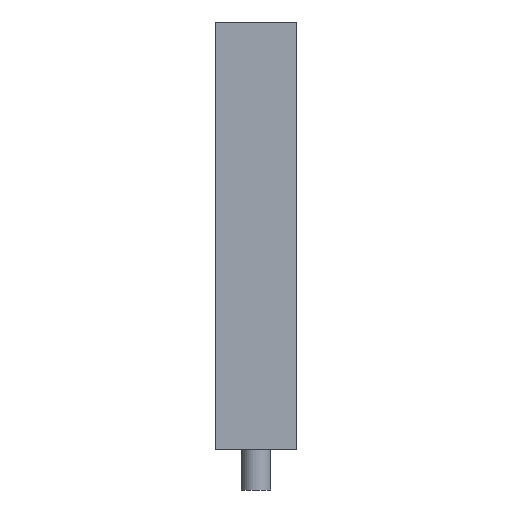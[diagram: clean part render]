
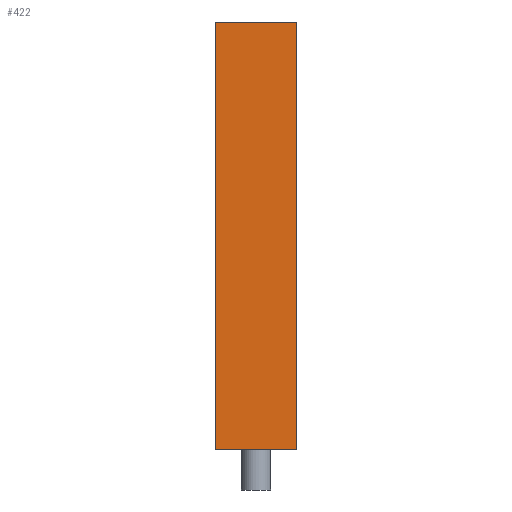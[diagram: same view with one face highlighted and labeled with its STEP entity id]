
A CAD part, left-side view. The second image highlights one B-rep face of the part: STEP entity #422.
In plain terms, the highlighted planar face has unit normal (-1, 0, 0).
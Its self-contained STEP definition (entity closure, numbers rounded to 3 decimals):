
#31=PLANE('',#474);
#55=FACE_OUTER_BOUND('',#82,.T.);
#82=EDGE_LOOP('',(#355,#356,#357,#358));
#115=LINE('',#694,#158);
#124=LINE('',#710,#167);
#125=LINE('',#712,#168);
#126=LINE('',#713,#169);
#158=VECTOR('',#571,10.);
#167=VECTOR('',#586,10.);
#168=VECTOR('',#589,10.);
#169=VECTOR('',#590,10.);
#218=VERTEX_POINT('',#691);
#219=VERTEX_POINT('',#693);
#222=VERTEX_POINT('',#706);
#223=VERTEX_POINT('',#708);
#267=EDGE_CURVE('',#218,#219,#115,.T.);
#276=EDGE_CURVE('',#222,#223,#124,.T.);
#277=EDGE_CURVE('',#222,#218,#125,.T.);
#278=EDGE_CURVE('',#223,#219,#126,.T.);
#355=ORIENTED_EDGE('',*,*,#277,.F.);
#356=ORIENTED_EDGE('',*,*,#276,.T.);
#357=ORIENTED_EDGE('',*,*,#278,.T.);
#358=ORIENTED_EDGE('',*,*,#267,.F.);
#422=ADVANCED_FACE('',(#55),#31,.T.);
#474=AXIS2_PLACEMENT_3D('',#711,#587,#588);
#571=DIRECTION('',(0.,1.,0.));
#586=DIRECTION('',(0.,1.,0.));
#587=DIRECTION('center_axis',(-1.,0.,0.));
#588=DIRECTION('ref_axis',(0.,0.,1.));
#589=DIRECTION('',(0.,0.,-1.));
#590=DIRECTION('',(0.,0.,-1.));
#691=CARTESIAN_POINT('',(0.,0.,-3.5));
#693=CARTESIAN_POINT('',(0.,7.,-3.5));
#694=CARTESIAN_POINT('',(0.,0.,-3.5));
#706=CARTESIAN_POINT('',(0.,0.,33.));
#708=CARTESIAN_POINT('',(0.,7.,33.));
#710=CARTESIAN_POINT('',(0.,0.,33.));
#711=CARTESIAN_POINT('Origin',(0.,0.,0.));
#712=CARTESIAN_POINT('',(0.,0.,0.));
#713=CARTESIAN_POINT('',(0.,7.,0.));
